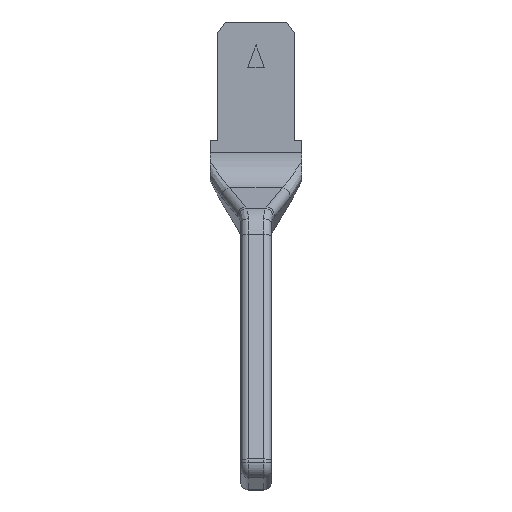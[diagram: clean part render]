
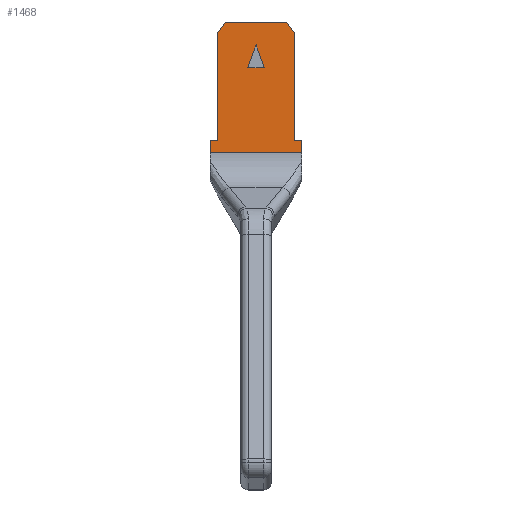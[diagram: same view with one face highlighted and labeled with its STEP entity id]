
A CAD part, top view. The second image highlights one B-rep face of the part: STEP entity #1468.
In plain terms, the highlighted planar face has unit normal (0, 0, 1).
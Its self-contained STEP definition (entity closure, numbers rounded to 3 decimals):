
#49 = VERTEX_POINT ( 'NONE', #629 ) ;
#116 = VERTEX_POINT ( 'NONE', #706 ) ;
#120 = ORIENTED_EDGE ( 'NONE', *, *, #1439, .T. ) ;
#126 = VERTEX_POINT ( 'NONE', #834 ) ;
#163 = ORIENTED_EDGE ( 'NONE', *, *, #1452, .F. ) ;
#168 = VERTEX_POINT ( 'NONE', #646 ) ;
#201 = ORIENTED_EDGE ( 'NONE', *, *, #1478, .T. ) ;
#232 = ORIENTED_EDGE ( 'NONE', *, *, #1323, .T. ) ;
#234 = VERTEX_POINT ( 'NONE', #585 ) ;
#249 = VERTEX_POINT ( 'NONE', #587 ) ;
#256 = EDGE_LOOP ( 'NONE', ( #257, #1824, #406 ) ) ;
#257 = ORIENTED_EDGE ( 'NONE', *, *, #1357, .F. ) ;
#258 = VERTEX_POINT ( 'NONE', #577 ) ;
#273 = ORIENTED_EDGE ( 'NONE', *, *, #1337, .F. ) ;
#303 = VERTEX_POINT ( 'NONE', #727 ) ;
#319 = ORIENTED_EDGE ( 'NONE', *, *, #1638, .T. ) ;
#351 = VERTEX_POINT ( 'NONE', #690 ) ;
#356 = EDGE_LOOP ( 'NONE', ( #1779, #1853, #1702, #273, #120, #319, #449, #232, #163, #201 ) ) ;
#360 = VERTEX_POINT ( 'NONE', #862 ) ;
#392 = VERTEX_POINT ( 'NONE', #512 ) ;
#406 = ORIENTED_EDGE ( 'NONE', *, *, #1512, .F. ) ;
#423 = VERTEX_POINT ( 'NONE', #622 ) ;
#449 = ORIENTED_EDGE ( 'NONE', *, *, #1430, .T. ) ;
#471 = VERTEX_POINT ( 'NONE', #676 ) ;
#512 = CARTESIAN_POINT ( 'NONE',  ( 6., 41.633, -15.982 ) ) ;
#577 = CARTESIAN_POINT ( 'NONE',  ( 1.092, 51.133, -15.982 ) ) ;
#579 = DIRECTION ( 'NONE',  ( -0.577, -0.816, 0. ) ) ;
#585 = CARTESIAN_POINT ( 'NONE',  ( 6., 40.056, -15.982 ) ) ;
#587 = CARTESIAN_POINT ( 'NONE',  ( -5., 55.718, -15.982 ) ) ;
#622 = CARTESIAN_POINT ( 'NONE',  ( 0., 54.133, -15.982 ) ) ;
#623 = CARTESIAN_POINT ( 'NONE',  ( -4.943, 55.799, -15.982 ) ) ;
#629 = CARTESIAN_POINT ( 'NONE',  ( -6., 40.056, -15.982 ) ) ;
#646 = CARTESIAN_POINT ( 'NONE',  ( -5., 41.633, -15.982 ) ) ;
#647 = DIRECTION ( 'NONE',  ( -0.342, -0.94, 0. ) ) ;
#676 = CARTESIAN_POINT ( 'NONE',  ( -1.092, 51.133, -15.982 ) ) ;
#690 = CARTESIAN_POINT ( 'NONE',  ( 5., 41.633, -15.982 ) ) ;
#706 = CARTESIAN_POINT ( 'NONE',  ( 5., 55.718, -15.982 ) ) ;
#727 = CARTESIAN_POINT ( 'NONE',  ( -6., 41.633, -15.982 ) ) ;
#790 = CARTESIAN_POINT ( 'NONE',  ( 0., 54.133, -15.982 ) ) ;
#811 = PLANE ( 'NONE',  #2500 ) ;
#834 = CARTESIAN_POINT ( 'NONE',  ( 4., 57.133, -15.982 ) ) ;
#862 = CARTESIAN_POINT ( 'NONE',  ( -4., 57.133, -15.982 ) ) ;
#889 = DIRECTION ( 'NONE',  ( 1., 0., 0. ) ) ;
#910 = DIRECTION ( 'NONE',  ( 0., 1., 0. ) ) ;
#919 = CARTESIAN_POINT ( 'NONE',  ( 6., 57.133, -15.982 ) ) ;
#935 = CARTESIAN_POINT ( 'NONE',  ( 6., 41.633, -15.982 ) ) ;
#941 = CARTESIAN_POINT ( 'NONE',  ( 5., 57.133, -15.982 ) ) ;
#951 = DIRECTION ( 'NONE',  ( 0., 0., -1. ) ) ;
#970 = DIRECTION ( 'NONE',  ( -1., 0., 0. ) ) ;
#1094 = CARTESIAN_POINT ( 'NONE',  ( -5., 58.187, -15.982 ) ) ;
#1113 = DIRECTION ( 'NONE',  ( 0., 1., 0. ) ) ;
#1146 = CARTESIAN_POINT ( 'NONE',  ( 5., 41.633, -15.982 ) ) ;
#1170 = DIRECTION ( 'NONE',  ( 0., 1., 0. ) ) ;
#1197 = DIRECTION ( 'NONE',  ( -1., 0., 0. ) ) ;
#1213 = CARTESIAN_POINT ( 'NONE',  ( 1.092, 51.133, -15.982 ) ) ;
#1297 = CARTESIAN_POINT ( 'NONE',  ( 6., 57.133, -15.982 ) ) ;
#1301 = DIRECTION ( 'NONE',  ( -0.342, 0.94, 0. ) ) ;
#1323 = EDGE_CURVE ( 'NONE', #360, #249, #1840, .T. ) ;
#1337 = EDGE_CURVE ( 'NONE', #351, #392, #2014, .T. ) ;
#1357 = EDGE_CURVE ( 'NONE', #423, #471, #1841, .T. ) ;
#1429 = EDGE_CURVE ( 'NONE', #258, #423, #2077, .T. ) ;
#1430 = EDGE_CURVE ( 'NONE', #126, #360, #1655, .T. ) ;
#1439 = EDGE_CURVE ( 'NONE', #351, #116, #1873, .T. ) ;
#1452 = EDGE_CURVE ( 'NONE', #168, #249, #1928, .T. ) ;
#1468 = ADVANCED_FACE ( 'NONE', ( #1659, #1660 ), #811, .F. ) ;
#1478 = EDGE_CURVE ( 'NONE', #168, #303, #1648, .T. ) ;
#1510 = EDGE_CURVE ( 'NONE', #392, #234, #2092, .T. ) ;
#1512 = EDGE_CURVE ( 'NONE', #471, #258, #2093, .T. ) ;
#1574 = EDGE_CURVE ( 'NONE', #49, #234, #2124, .T. ) ;
#1594 = EDGE_CURVE ( 'NONE', #303, #49, #1969, .T. ) ;
#1638 = EDGE_CURVE ( 'NONE', #116, #126, #1769, .T. ) ;
#1648 = LINE ( 'NONE', #935, #2390 ) ;
#1655 = LINE ( 'NONE', #1297, #2310 ) ;
#1659 = FACE_BOUND ( 'NONE', #256, .T. ) ;
#1660 = FACE_OUTER_BOUND ( 'NONE', #356, .T. ) ;
#1702 = ORIENTED_EDGE ( 'NONE', *, *, #1510, .F. ) ;
#1769 = LINE ( 'NONE', #2762, #2309 ) ;
#1779 = ORIENTED_EDGE ( 'NONE', *, *, #1594, .T. ) ;
#1824 = ORIENTED_EDGE ( 'NONE', *, *, #1429, .F. ) ;
#1840 = LINE ( 'NONE', #623, #2344 ) ;
#1841 = LINE ( 'NONE', #790, #2173 ) ;
#1853 = ORIENTED_EDGE ( 'NONE', *, *, #1574, .T. ) ;
#1873 = LINE ( 'NONE', #941, #2426 ) ;
#1928 = LINE ( 'NONE', #1094, #2338 ) ;
#1969 = LINE ( 'NONE', #2558, #2187 ) ;
#2014 = LINE ( 'NONE', #1146, #2463 ) ;
#2077 = LINE ( 'NONE', #1213, #2417 ) ;
#2092 = LINE ( 'NONE', #2782, #2333 ) ;
#2093 = LINE ( 'NONE', #2798, #2413 ) ;
#2124 = LINE ( 'NONE', #2769, #2518 ) ;
#2173 = VECTOR ( 'NONE', #647, 1000. ) ;
#2187 = VECTOR ( 'NONE', #2879, 1000. ) ;
#2309 = VECTOR ( 'NONE', #2892, 1000. ) ;
#2310 = VECTOR ( 'NONE', #1197, 1000. ) ;
#2333 = VECTOR ( 'NONE', #2991, 1000. ) ;
#2338 = VECTOR ( 'NONE', #1113, 1000. ) ;
#2344 = VECTOR ( 'NONE', #579, 1000. ) ;
#2390 = VECTOR ( 'NONE', #970, 1000. ) ;
#2413 = VECTOR ( 'NONE', #2772, 1000. ) ;
#2417 = VECTOR ( 'NONE', #1301, 1000. ) ;
#2426 = VECTOR ( 'NONE', #1170, 1000. ) ;
#2463 = VECTOR ( 'NONE', #889, 1000. ) ;
#2500 = AXIS2_PLACEMENT_3D ( 'NONE', #919, #951, #910 ) ;
#2518 = VECTOR ( 'NONE', #2700, 1000. ) ;
#2558 = CARTESIAN_POINT ( 'NONE',  ( -6., 57.133, -15.982 ) ) ;
#2700 = DIRECTION ( 'NONE',  ( 1., 0., 0. ) ) ;
#2762 = CARTESIAN_POINT ( 'NONE',  ( 4.943, 55.799, -15.982 ) ) ;
#2769 = CARTESIAN_POINT ( 'NONE',  ( 6., 40.056, -15.982 ) ) ;
#2772 = DIRECTION ( 'NONE',  ( 1., 0., 0. ) ) ;
#2782 = CARTESIAN_POINT ( 'NONE',  ( 6., 57.133, -15.982 ) ) ;
#2798 = CARTESIAN_POINT ( 'NONE',  ( -1.092, 51.133, -15.982 ) ) ;
#2879 = DIRECTION ( 'NONE',  ( 0., -1., 0. ) ) ;
#2892 = DIRECTION ( 'NONE',  ( -0.577, 0.816, 0. ) ) ;
#2991 = DIRECTION ( 'NONE',  ( 0., -1., 0. ) ) ;
